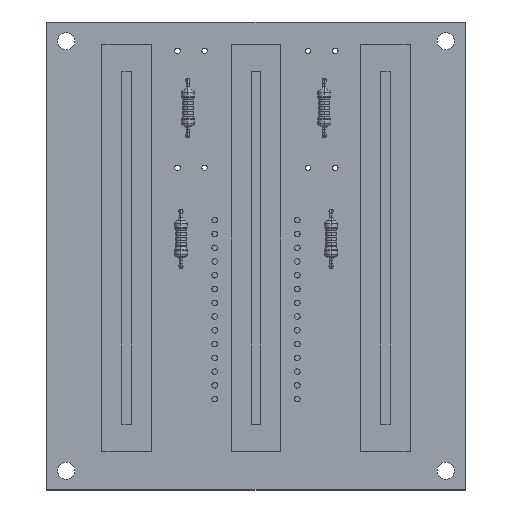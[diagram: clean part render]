
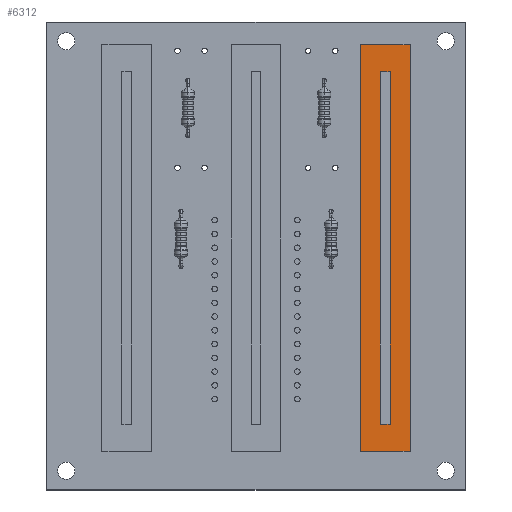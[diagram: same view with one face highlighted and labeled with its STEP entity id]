
A CAD part, top view. The second image highlights one B-rep face of the part: STEP entity #6312.
In plain terms, the highlighted planar face has unit normal (0, 0, 1).
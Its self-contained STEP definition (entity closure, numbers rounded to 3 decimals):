
#5998 = VERTEX_POINT('',#5999);
#5999 = CARTESIAN_POINT('',(4.572,-37.529,6.5));
#6006 = PLANE('',#6007);
#6007 = AXIS2_PLACEMENT_3D('',#6008,#6009,#6010);
#6008 = CARTESIAN_POINT('',(4.572,-37.529,0.));
#6009 = DIRECTION('',(0.,-1.,0.));
#6010 = DIRECTION('',(-1.,0.,0.));
#6018 = PLANE('',#6019);
#6019 = AXIS2_PLACEMENT_3D('',#6020,#6021,#6022);
#6020 = CARTESIAN_POINT('',(4.572,37.529,0.));
#6021 = DIRECTION('',(1.,0.,0.));
#6022 = DIRECTION('',(0.,-1.,0.));
#6030 = EDGE_CURVE('',#5998,#6031,#6033,.T.);
#6031 = VERTEX_POINT('',#6032);
#6032 = CARTESIAN_POINT('',(-4.572,-37.529,6.5));
#6033 = SURFACE_CURVE('',#6034,(#6038,#6045),.PCURVE_S1.);
#6034 = LINE('',#6035,#6036);
#6035 = CARTESIAN_POINT('',(4.572,-37.529,6.5));
#6036 = VECTOR('',#6037,1.);
#6037 = DIRECTION('',(-1.,0.,0.));
#6038 = PCURVE('',#6006,#6039);
#6039 = DEFINITIONAL_REPRESENTATION('',(#6040),#6044);
#6040 = LINE('',#6041,#6042);
#6041 = CARTESIAN_POINT('',(0.,-6.5));
#6042 = VECTOR('',#6043,1.);
#6043 = DIRECTION('',(1.,0.));
#6044 = ( GEOMETRIC_REPRESENTATION_CONTEXT(2) 
PARAMETRIC_REPRESENTATION_CONTEXT() REPRESENTATION_CONTEXT('2D SPACE',''
  ) );
#6045 = PCURVE('',#6046,#6051);
#6046 = PLANE('',#6047);
#6047 = AXIS2_PLACEMENT_3D('',#6048,#6049,#6050);
#6048 = CARTESIAN_POINT('',(4.572,-37.529,6.5));
#6049 = DIRECTION('',(0.,0.,1.));
#6050 = DIRECTION('',(1.,0.,0.));
#6051 = DEFINITIONAL_REPRESENTATION('',(#6052),#6056);
#6052 = LINE('',#6053,#6054);
#6053 = CARTESIAN_POINT('',(0.,0.));
#6054 = VECTOR('',#6055,1.);
#6055 = DIRECTION('',(-1.,0.));
#6056 = ( GEOMETRIC_REPRESENTATION_CONTEXT(2) 
PARAMETRIC_REPRESENTATION_CONTEXT() REPRESENTATION_CONTEXT('2D SPACE',''
  ) );
#6074 = PLANE('',#6075);
#6075 = AXIS2_PLACEMENT_3D('',#6076,#6077,#6078);
#6076 = CARTESIAN_POINT('',(-4.572,-37.529,0.));
#6077 = DIRECTION('',(-1.,0.,0.));
#6078 = DIRECTION('',(0.,1.,0.));
#6116 = EDGE_CURVE('',#6031,#6117,#6119,.T.);
#6117 = VERTEX_POINT('',#6118);
#6118 = CARTESIAN_POINT('',(-4.572,37.529,6.5));
#6119 = SURFACE_CURVE('',#6120,(#6124,#6131),.PCURVE_S1.);
#6120 = LINE('',#6121,#6122);
#6121 = CARTESIAN_POINT('',(-4.572,-37.529,6.5));
#6122 = VECTOR('',#6123,1.);
#6123 = DIRECTION('',(0.,1.,0.));
#6124 = PCURVE('',#6074,#6125);
#6125 = DEFINITIONAL_REPRESENTATION('',(#6126),#6130);
#6126 = LINE('',#6127,#6128);
#6127 = CARTESIAN_POINT('',(0.,-6.5));
#6128 = VECTOR('',#6129,1.);
#6129 = DIRECTION('',(1.,0.));
#6130 = ( GEOMETRIC_REPRESENTATION_CONTEXT(2) 
PARAMETRIC_REPRESENTATION_CONTEXT() REPRESENTATION_CONTEXT('2D SPACE',''
  ) );
#6131 = PCURVE('',#6046,#6132);
#6132 = DEFINITIONAL_REPRESENTATION('',(#6133),#6137);
#6133 = LINE('',#6134,#6135);
#6134 = CARTESIAN_POINT('',(-9.144,0.));
#6135 = VECTOR('',#6136,1.);
#6136 = DIRECTION('',(0.,1.));
#6137 = ( GEOMETRIC_REPRESENTATION_CONTEXT(2) 
PARAMETRIC_REPRESENTATION_CONTEXT() REPRESENTATION_CONTEXT('2D SPACE',''
  ) );
#6155 = PLANE('',#6156);
#6156 = AXIS2_PLACEMENT_3D('',#6157,#6158,#6159);
#6157 = CARTESIAN_POINT('',(-4.572,37.529,0.));
#6158 = DIRECTION('',(0.,1.,0.));
#6159 = DIRECTION('',(1.,0.,0.));
#6192 = EDGE_CURVE('',#6117,#6193,#6195,.T.);
#6193 = VERTEX_POINT('',#6194);
#6194 = CARTESIAN_POINT('',(4.572,37.529,6.5));
#6195 = SURFACE_CURVE('',#6196,(#6200,#6207),.PCURVE_S1.);
#6196 = LINE('',#6197,#6198);
#6197 = CARTESIAN_POINT('',(-4.572,37.529,6.5));
#6198 = VECTOR('',#6199,1.);
#6199 = DIRECTION('',(1.,0.,0.));
#6200 = PCURVE('',#6155,#6201);
#6201 = DEFINITIONAL_REPRESENTATION('',(#6202),#6206);
#6202 = LINE('',#6203,#6204);
#6203 = CARTESIAN_POINT('',(0.,-6.5));
#6204 = VECTOR('',#6205,1.);
#6205 = DIRECTION('',(1.,0.));
#6206 = ( GEOMETRIC_REPRESENTATION_CONTEXT(2) 
PARAMETRIC_REPRESENTATION_CONTEXT() REPRESENTATION_CONTEXT('2D SPACE',''
  ) );
#6207 = PCURVE('',#6046,#6208);
#6208 = DEFINITIONAL_REPRESENTATION('',(#6209),#6213);
#6209 = LINE('',#6210,#6211);
#6210 = CARTESIAN_POINT('',(-9.144,75.057));
#6211 = VECTOR('',#6212,1.);
#6212 = DIRECTION('',(1.,0.));
#6213 = ( GEOMETRIC_REPRESENTATION_CONTEXT(2) 
PARAMETRIC_REPRESENTATION_CONTEXT() REPRESENTATION_CONTEXT('2D SPACE',''
  ) );
#6263 = EDGE_CURVE('',#6193,#5998,#6264,.T.);
#6264 = SURFACE_CURVE('',#6265,(#6269,#6276),.PCURVE_S1.);
#6265 = LINE('',#6266,#6267);
#6266 = CARTESIAN_POINT('',(4.572,37.529,6.5));
#6267 = VECTOR('',#6268,1.);
#6268 = DIRECTION('',(0.,-1.,0.));
#6269 = PCURVE('',#6018,#6270);
#6270 = DEFINITIONAL_REPRESENTATION('',(#6271),#6275);
#6271 = LINE('',#6272,#6273);
#6272 = CARTESIAN_POINT('',(0.,-6.5));
#6273 = VECTOR('',#6274,1.);
#6274 = DIRECTION('',(1.,0.));
#6275 = ( GEOMETRIC_REPRESENTATION_CONTEXT(2) 
PARAMETRIC_REPRESENTATION_CONTEXT() REPRESENTATION_CONTEXT('2D SPACE',''
  ) );
#6276 = PCURVE('',#6046,#6277);
#6277 = DEFINITIONAL_REPRESENTATION('',(#6278),#6282);
#6278 = LINE('',#6279,#6280);
#6279 = CARTESIAN_POINT('',(0.,75.057));
#6280 = VECTOR('',#6281,1.);
#6281 = DIRECTION('',(0.,-1.));
#6282 = ( GEOMETRIC_REPRESENTATION_CONTEXT(2) 
PARAMETRIC_REPRESENTATION_CONTEXT() REPRESENTATION_CONTEXT('2D SPACE',''
  ) );
#6312 = ADVANCED_FACE('',(#6313),#6046,.T.);
#6313 = FACE_BOUND('',#6314,.F.);
#6314 = EDGE_LOOP('',(#6315,#6316,#6317,#6318));
#6315 = ORIENTED_EDGE('',*,*,#6030,.T.);
#6316 = ORIENTED_EDGE('',*,*,#6116,.T.);
#6317 = ORIENTED_EDGE('',*,*,#6192,.T.);
#6318 = ORIENTED_EDGE('',*,*,#6263,.T.);
